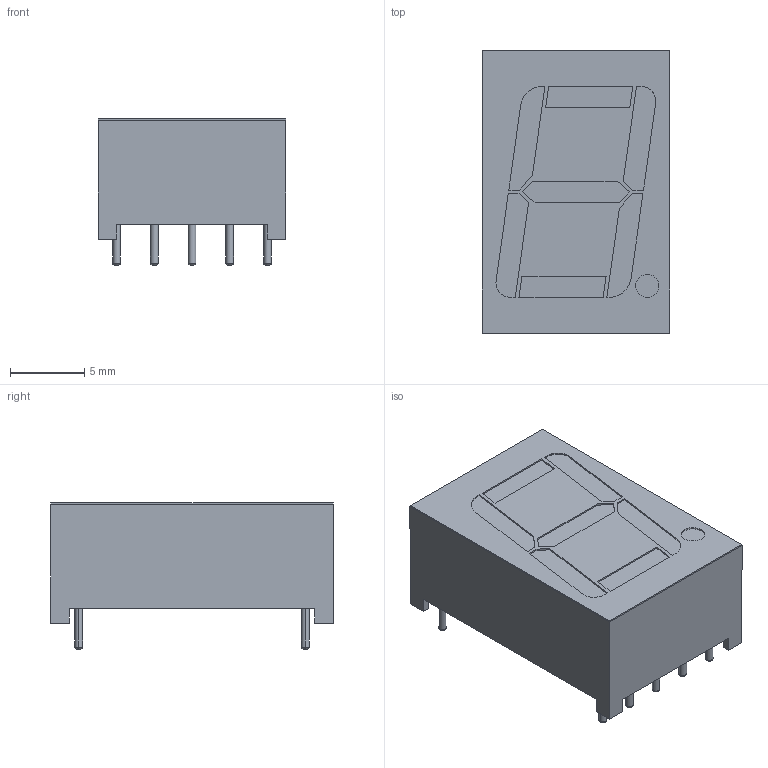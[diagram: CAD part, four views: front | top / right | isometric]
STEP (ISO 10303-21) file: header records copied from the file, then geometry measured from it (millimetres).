
FILE_DESCRIPTION (( 'STEP AP214' ), '1' );
FILE_NAME ('7 segment display (8.).STEP', '2020-02-08T23:18:53', ( '' ), ( '' ), 'SwSTEP 2.0', 'SolidWorks 2019', '' );
FILE_SCHEMA (( 'AUTOMOTIVE_DESIGN' ));
Length unit declared in the file: millimetre
Products named in the file (1): 7 segment display (8.)
Bounding box: 12.6 x 19 x 9.83 mm (x, y, z)
Volume: 1702.7 mm3; surface area: 1349.3 mm2
Topology: 2 solids, 2 shells, 131 faces, 347 edges, 238 vertices
Faces by surface type: plane 84, cylinder 27, torus 20
Entity records: 5617 total; most frequent: CARTESIAN_POINT 717, DIRECTION 711, ORIENTED_EDGE 694, EDGE_CURVE 347, VECTOR 247, LINE 247, VERTEX_POINT 238, AXIS2_PLACEMENT_3D 232
